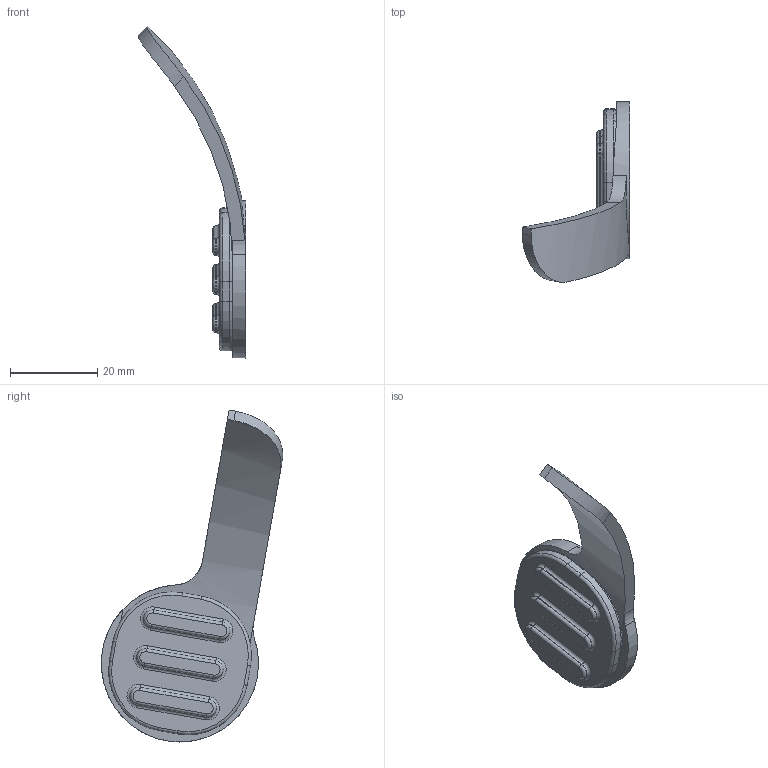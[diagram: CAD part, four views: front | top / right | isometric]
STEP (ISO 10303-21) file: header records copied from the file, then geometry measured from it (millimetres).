
FILE_DESCRIPTION(/* description */ (''),/* implementation_level */ '2;1');
FILE_NAME(/* name */ 'Right arm with cushion.step',/* time_stamp */ '2020-10-28T09:17:30-05:00',/* author */ (''),/* organization */ (''),/* preprocessor_version */ 'ST-DEVELOPER v18.1',/* originating_system */ 'Autodesk Translation Framework v9.3.0.1241',/* authorisation */ '');
FILE_SCHEMA (('AUTOMOTIVE_DESIGN { 1 0 10303 214 3 1 1 }'));
Length unit declared in the file: millimetre
Products named in the file (1): Right arm with cushion
Bounding box: 24.59 x 41.52 x 76.03 mm (x, y, z)
Volume: 7953.4 mm3; surface area: 4443.5 mm2
Topology: 1 solids, 1 shells, 76 faces, 173 edges, 102 vertices
Faces by surface type: cylinder 36, plane 20, torus 20
Full cylindrical faces by diameter (mm): 36 x1
Entity records: 2246 total; most frequent: CARTESIAN_POINT 457, DIRECTION 407, ORIENTED_EDGE 346, EDGE_CURVE 173, AXIS2_PLACEMENT_3D 166, VERTEX_POINT 102, CIRCLE 89, EDGE_LOOP 79
